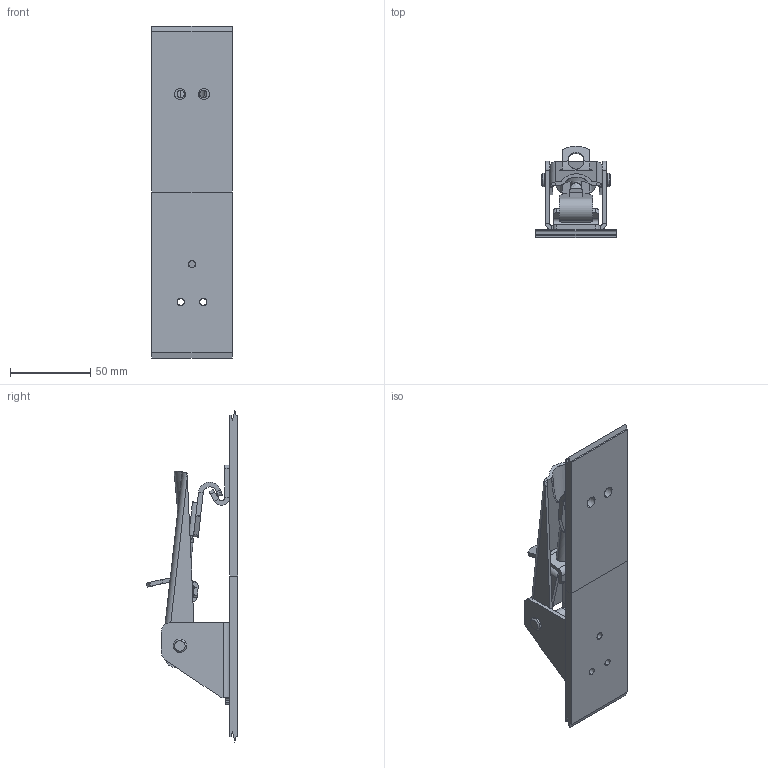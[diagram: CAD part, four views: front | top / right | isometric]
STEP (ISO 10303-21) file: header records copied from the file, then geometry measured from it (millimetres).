
FILE_DESCRIPTION(/* description */ (''),/* implementation_level */ '2;1');
FILE_NAME(/* name */ 'DK639',/* time_stamp */ '2024-10-22T16:08:20+08:00',/* author */ (''),/* organization */ (''),/* preprocessor_version */ 'ST-DEVELOPER v19.2',/* originating_system */ 'Rhino 8.5',/* authorisation */ '');
FILE_SCHEMA (('CONFIG_CONTROL_DESIGN'));
Length unit declared in the file: millimetre
Products named in the file (15): DK639; 8SJ.DK639.0580í�; 8SJ.DK639.0230֧��; 8SJ.DK639.0651�̶�۶�; 8SJ.DK639.0640���; DK639��һ; square nuts--product grade c gb_GB_SPECIAL_TYPE12 M6-N; 8SJ.DK639.0010����; DK639��; 8SJ.DK639.0660-��; 5SJ.DK639.0140l�Ӽ���; 8SJ.DK639.0340-��; 8SJ.DK639.0650�̶��; spring pin slotted light duty1 gb_GB_PARALLEL_PINS_TYPE7 8X20; 8SJ.DK639.0090ת��
Bounding box: 50 x 56.86 x 206.84 mm (x, y, z)
Volume: 85894.1 mm3; surface area: 59866.4 mm2
Topology: 14 solids, 14 shells, 327 faces, 790 edges, 489 vertices
Faces by surface type: plane 155, cylinder 126, bspline 46
Entity records: 12216 total; most frequent: CARTESIAN_POINT 4440, ORIENTED_EDGE 1532, DIRECTION 821, EDGE_CURVE 766, AXIS2_PLACEMENT_3D 546, B_SPLINE_CURVE_WITH_KNOTS 507, VERTEX_POINT 475, EDGE_LOOP 361
